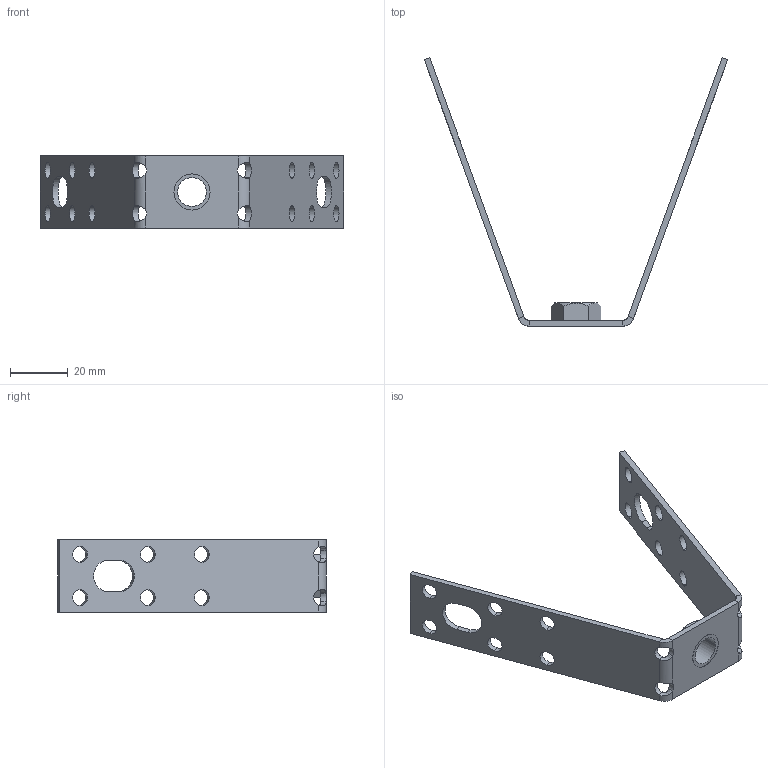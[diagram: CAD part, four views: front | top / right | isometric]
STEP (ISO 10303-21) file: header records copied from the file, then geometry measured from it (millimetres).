
FILE_DESCRIPTION (( 'STEP AP203' ), '1' );
FILE_NAME ('10-02-2878.STEP', '2013-05-06T06:28:19', ( 'asennus' ), ( '' ), 'SwSTEP 2.0', 'SolidWorks 2013', '' );
FILE_SCHEMA (( 'CONFIG_CONTROL_DESIGN' ));
Length unit declared in the file: millimetre
Products named in the file (1): 10-02-2878
Bounding box: 105.3 x 93.14 x 25 mm (x, y, z)
Volume: 10757.4 mm3; surface area: 12667.4 mm2
Topology: 2 solids, 2 shells, 98 faces, 250 edges, 150 vertices
Faces by surface type: cylinder 54, plane 32, bspline 8, cone 4
Entity records: 3653 total; most frequent: CARTESIAN_POINT 1165, ORIENTED_EDGE 500, DIRECTION 492, EDGE_CURVE 250, AXIS2_PLACEMENT_3D 189, VERTEX_POINT 150, EDGE_LOOP 132, LINE 114
